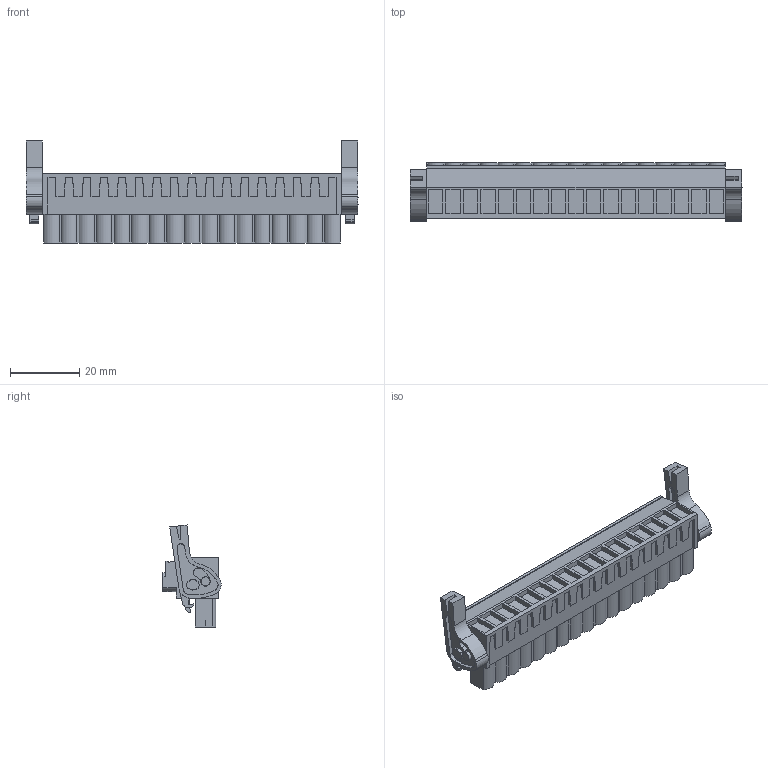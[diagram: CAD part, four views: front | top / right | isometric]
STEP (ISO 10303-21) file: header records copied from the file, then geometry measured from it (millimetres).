
FILE_DESCRIPTION(('CATIA V5 STEP','CAx-IF Rec.Pracs.--- Model Styling and Organization---1.2---2011-12-15'),'2;1');
FILE_NAME ('D1460008_0_1945210000_1945210000.stp','2017-05-23T06:06:52+00:00',('none'),('Weidmueller'),'CATIA Version 5-6 Release 2014','CATIA V5 STEP AP214','none');
FILE_SCHEMA(('AUTOMOTIVE_DESIGN { 1 0 10303 214 1 1 1 1 }'));
Length unit declared in the file: millimetre
Products named in the file (1): 1945210000
Bounding box: 96.06 x 16.91 x 29.52 mm (x, y, z)
Volume: 17216 mm3; surface area: 11814.9 mm2
Topology: 20 solids, 20 shells, 1266 faces, 3563 edges, 2416 vertices
Faces by surface type: plane 1039, cylinder 187, extrusion 40
Entity records: 39263 total; most frequent: CARTESIAN_POINT 8438, ORIENTED_EDGE 7126, DIRECTION 5003, EDGE_CURVE 3563, VECTOR 3069, LINE 3029, VERTEX_POINT 2416, EDGE_LOOP 1353
